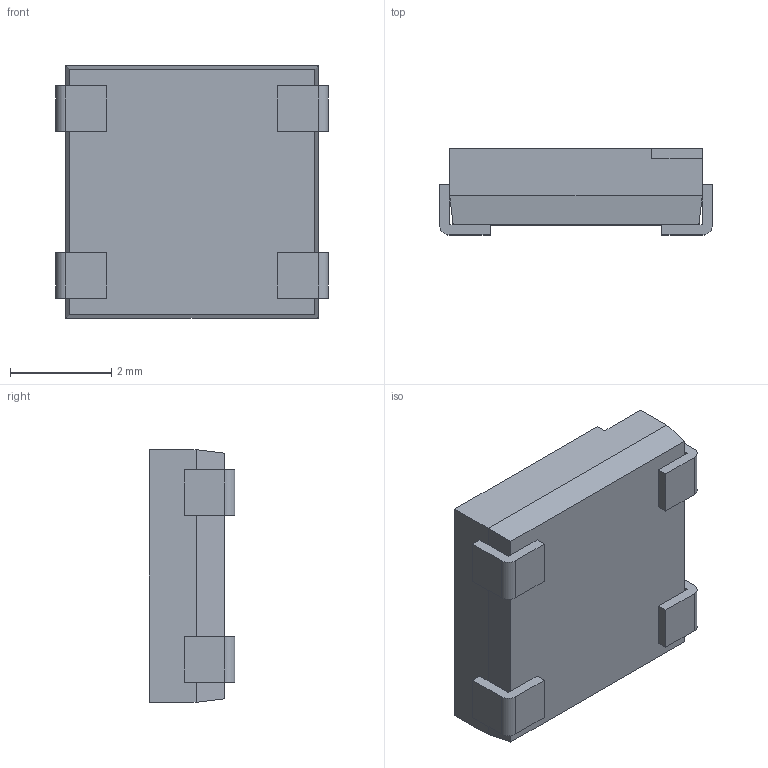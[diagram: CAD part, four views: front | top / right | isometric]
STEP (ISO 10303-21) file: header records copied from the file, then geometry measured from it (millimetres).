
FILE_DESCRIPTION (( 'STEP AP214' ), '1' );
FILE_NAME ('4BE4B854-50E7-4F7C-8555-C0DEC1341480.STEP', '2023-06-24T16:57:07', ( '' ), ( '' ), 'SwSTEP 2.0', 'SolidWorks 2022', '' );
FILE_SCHEMA (( 'AUTOMOTIVE_DESIGN' ));
Length unit declared in the file: millimetre
Products named in the file (1): 4BE4B854-50E7-4F7C-8555-C0DEC1341480
Bounding box: 5.4 x 1.7 x 5 mm (x, y, z)
Volume: 39.3 mm3; surface area: 138.5 mm2
Topology: 3 solids, 3 shells, 107 faces, 292 edges, 188 vertices
Faces by surface type: plane 86, cylinder 21
Entity records: 3771 total; most frequent: CARTESIAN_POINT 588, ORIENTED_EDGE 584, DIRECTION 558, EDGE_CURVE 292, VECTOR 242, LINE 242, VERTEX_POINT 188, AXIS2_PLACEMENT_3D 158
